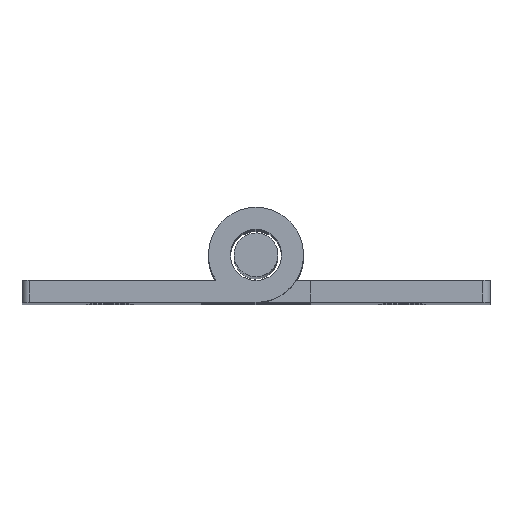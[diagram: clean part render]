
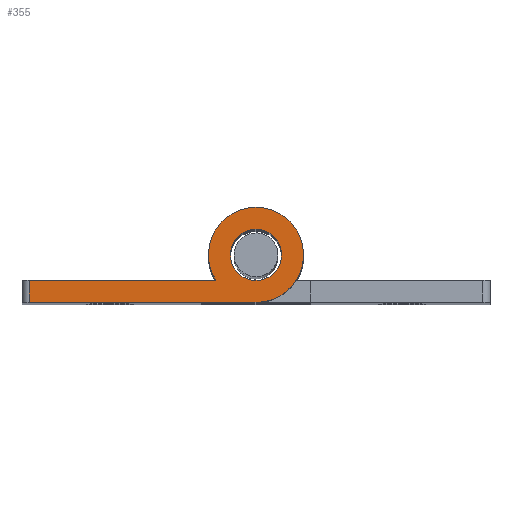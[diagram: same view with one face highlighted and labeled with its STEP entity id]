
A CAD part, top view. The second image highlights one B-rep face of the part: STEP entity #355.
In plain terms, the highlighted planar face has unit normal (0, 0, 1).
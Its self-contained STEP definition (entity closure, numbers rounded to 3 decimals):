
#135 = EDGE_CURVE ( 'NONE', #169, #172, #1092, .T. ) ;
#150 = EDGE_CURVE ( 'NONE', #172, #152, #1122, .T. ) ;
#152 = VERTEX_POINT ( 'NONE', #1117 ) ;
#165 = EDGE_CURVE ( 'NONE', #166, #169, #1153, .T. ) ;
#166 = VERTEX_POINT ( 'NONE', #1148 ) ;
#169 = VERTEX_POINT ( 'NONE', #1147 ) ;
#172 = VERTEX_POINT ( 'NONE', #1142 ) ;
#219 = VERTEX_POINT ( 'NONE', #1208 ) ;
#224 = EDGE_CURVE ( 'NONE', #225, #219, #1202, .T. ) ;
#225 = VERTEX_POINT ( 'NONE', #1197 ) ;
#349 = ORIENTED_EDGE ( 'NONE', *, *, #352, .T. ) ;
#350 = EDGE_LOOP ( 'NONE', ( #349, #374, #372, #370, #369, #367 ) ) ;
#351 = VERTEX_POINT ( 'NONE', #1373 ) ;
#352 = EDGE_CURVE ( 'NONE', #152, #351, #1372, .T. ) ;
#353 = EDGE_CURVE ( 'NONE', #219, #225, #1368, .T. ) ;
#355 = ADVANCED_FACE ( 'NONE', ( #1363, #1362 ), #1361, .T. ) ;
#363 = ORIENTED_EDGE ( 'NONE', *, *, #353, .F. ) ;
#366 = ORIENTED_EDGE ( 'NONE', *, *, #224, .F. ) ;
#367 = ORIENTED_EDGE ( 'NONE', *, *, #150, .T. ) ;
#368 = EDGE_LOOP ( 'NONE', ( #366, #363 ) ) ;
#369 = ORIENTED_EDGE ( 'NONE', *, *, #135, .T. ) ;
#370 = ORIENTED_EDGE ( 'NONE', *, *, #165, .T. ) ;
#371 = EDGE_CURVE ( 'NONE', #373, #166, #1398, .T. ) ;
#372 = ORIENTED_EDGE ( 'NONE', *, *, #371, .T. ) ;
#373 = VERTEX_POINT ( 'NONE', #1394 ) ;
#374 = ORIENTED_EDGE ( 'NONE', *, *, #375, .T. ) ;
#375 = EDGE_CURVE ( 'NONE', #351, #373, #1393, .T. ) ;
#1088 = DIRECTION ( 'NONE',  ( 1., 0., 0. ) ) ;
#1089 = DIRECTION ( 'NONE',  ( 0., 0., 1. ) ) ;
#1090 = CARTESIAN_POINT ( 'NONE',  ( 0., 0., 45. ) ) ;
#1091 = AXIS2_PLACEMENT_3D ( 'NONE', #1090, #1089, #1088 ) ;
#1092 = CIRCLE ( 'NONE', #1091, 3.25 ) ;
#1117 = CARTESIAN_POINT ( 'NONE',  ( -2.739, -1.75, 45. ) ) ;
#1118 = DIRECTION ( 'NONE',  ( 1., 0., 0. ) ) ;
#1119 = DIRECTION ( 'NONE',  ( 0., 0., 1. ) ) ;
#1120 = CARTESIAN_POINT ( 'NONE',  ( 0., 0., 45. ) ) ;
#1121 = AXIS2_PLACEMENT_3D ( 'NONE', #1120, #1119, #1118 ) ;
#1122 = CIRCLE ( 'NONE', #1121, 3.25 ) ;
#1142 = CARTESIAN_POINT ( 'NONE',  ( -3.25, 0., 45. ) ) ;
#1147 = CARTESIAN_POINT ( 'NONE',  ( 3.25, 0., 45. ) ) ;
#1148 = CARTESIAN_POINT ( 'NONE',  ( 0., -3.25, 45. ) ) ;
#1149 = DIRECTION ( 'NONE',  ( 1., 0., 0. ) ) ;
#1150 = DIRECTION ( 'NONE',  ( 0., 0., 1. ) ) ;
#1151 = CARTESIAN_POINT ( 'NONE',  ( 0., 0., 45. ) ) ;
#1152 = AXIS2_PLACEMENT_3D ( 'NONE', #1151, #1150, #1149 ) ;
#1153 = CIRCLE ( 'NONE', #1152, 3.25 ) ;
#1197 = CARTESIAN_POINT ( 'NONE',  ( -1.75, 0., 45. ) ) ;
#1198 = DIRECTION ( 'NONE',  ( 1., 0., 0. ) ) ;
#1199 = DIRECTION ( 'NONE',  ( 0., 0., 1. ) ) ;
#1200 = CARTESIAN_POINT ( 'NONE',  ( 0., 0., 45. ) ) ;
#1201 = AXIS2_PLACEMENT_3D ( 'NONE', #1200, #1199, #1198 ) ;
#1202 = CIRCLE ( 'NONE', #1201, 1.75 ) ;
#1208 = CARTESIAN_POINT ( 'NONE',  ( 1.75, 0., 45. ) ) ;
#1359 = CARTESIAN_POINT ( 'NONE',  ( 0., 0., 45. ) ) ;
#1360 = AXIS2_PLACEMENT_3D ( 'NONE', #1359, #1421, #1420 ) ;
#1361 = PLANE ( 'NONE',  #1360 ) ;
#1362 = FACE_BOUND ( 'NONE', #368, .T. ) ;
#1363 = FACE_OUTER_BOUND ( 'NONE', #350, .T. ) ;
#1364 = DIRECTION ( 'NONE',  ( 1., 0., 0. ) ) ;
#1365 = DIRECTION ( 'NONE',  ( 0., 0., 1. ) ) ;
#1366 = CARTESIAN_POINT ( 'NONE',  ( 0., 0., 45. ) ) ;
#1367 = AXIS2_PLACEMENT_3D ( 'NONE', #1366, #1365, #1364 ) ;
#1368 = CIRCLE ( 'NONE', #1367, 1.75 ) ;
#1369 = DIRECTION ( 'NONE',  ( -1., 0., 0. ) ) ;
#1370 = VECTOR ( 'NONE', #1369, 1000. ) ;
#1371 = CARTESIAN_POINT ( 'NONE',  ( -16., -1.75, 45. ) ) ;
#1372 = LINE ( 'NONE', #1371, #1370 ) ;
#1373 = CARTESIAN_POINT ( 'NONE',  ( -15.5, -1.75, 45. ) ) ;
#1390 = DIRECTION ( 'NONE',  ( 0., -1., 0. ) ) ;
#1391 = VECTOR ( 'NONE', #1390, 1000. ) ;
#1392 = CARTESIAN_POINT ( 'NONE',  ( -15.5, -3.25, 45. ) ) ;
#1393 = LINE ( 'NONE', #1392, #1391 ) ;
#1394 = CARTESIAN_POINT ( 'NONE',  ( -15.5, -3.25, 45. ) ) ;
#1395 = DIRECTION ( 'NONE',  ( 1., 0., 0. ) ) ;
#1396 = VECTOR ( 'NONE', #1395, 1000. ) ;
#1397 = CARTESIAN_POINT ( 'NONE',  ( 0., -3.25, 45. ) ) ;
#1398 = LINE ( 'NONE', #1397, #1396 ) ;
#1420 = DIRECTION ( 'NONE',  ( 1., 0., 0. ) ) ;
#1421 = DIRECTION ( 'NONE',  ( 0., 0., 1. ) ) ;
